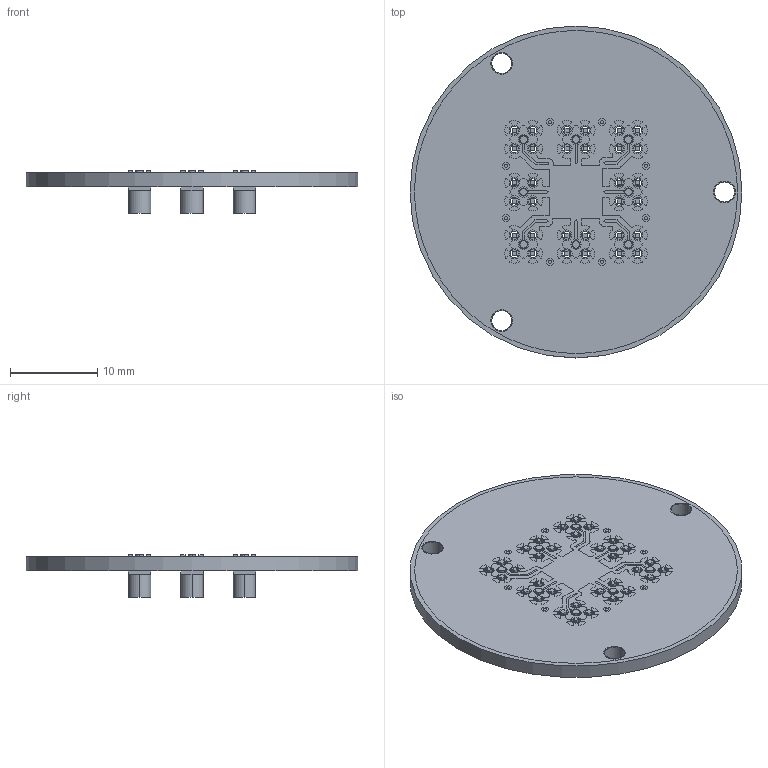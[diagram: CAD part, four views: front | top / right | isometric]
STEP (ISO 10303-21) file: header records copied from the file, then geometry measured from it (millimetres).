
FILE_DESCRIPTION(('FreeCAD Model'),'2;1');
FILE_NAME('mu_shield_thru.step','2021-03-20T09:36:47',('SaeWoo Nam'),('NIST'), 'Open CASCADE STEP processor 7.3','FreeCAD','Unknown');
FILE_SCHEMA(('AUTOMOTIVE_DESIGN { 1 0 10303 214 1 1 1 1 }'));
Length unit declared in the file: millimetre
Products named in the file (17): mu_shield_thru; Board_Geoms; Pcb; Open CASCADE STEP translator 7.3 3.1.1.1; PCB_Sketch; topTracks; botTracks; Step_Models; Bot; J8_ssmcx_thru_605603AC; J7_ssmcx_thru_6054E3DE; J6_ssmcx_thru_6054E3CD; J5_ssmcx_thru_6054E3BC; J4_ssmcx_thru_6056036B; J3_ssmcx_thru_605604BA; J2_ssmcx_thru_6054E389; J1_ssmcx_thru_605605F5
Assembly tree (16 placements, depth 4):
  mu_shield_thru
    Board_Geoms
      Pcb
        Open CASCADE STEP translator 7.3 3.1.1.1
      PCB_Sketch
      topTracks
      botTracks
    Step_Models
      Bot
        J8_ssmcx_thru_605603AC
        J7_ssmcx_thru_6054E3DE
        J6_ssmcx_thru_6054E3CD
        J5_ssmcx_thru_6054E3BC
        J4_ssmcx_thru_6056036B
        J3_ssmcx_thru_605604BA
        J2_ssmcx_thru_6054E389
        J1_ssmcx_thru_605605F5
Bounding box: 38 x 38 x 4.85 mm (x, y, z)
Volume: 1853.1 mm3; surface area: 5067.2 mm2
Topology: 9 solids, 121 shells, 542 faces, 7495 edges, 7115 vertices
Faces by surface type: plane 354, cylinder 140, cone 48
Full cylindrical faces by diameter (mm): 0.95 x40, 2.3 x3, 38 x1
Entity records: 70011 total; most frequent: CARTESIAN_POINT 15826, DIRECTION 8862, ORIENTED_EDGE 8586, EDGE_CURVE 7494, VERTEX_POINT 7114, LINE 7086, VECTOR 7086, AXIS2_PLACEMENT_3D 888
